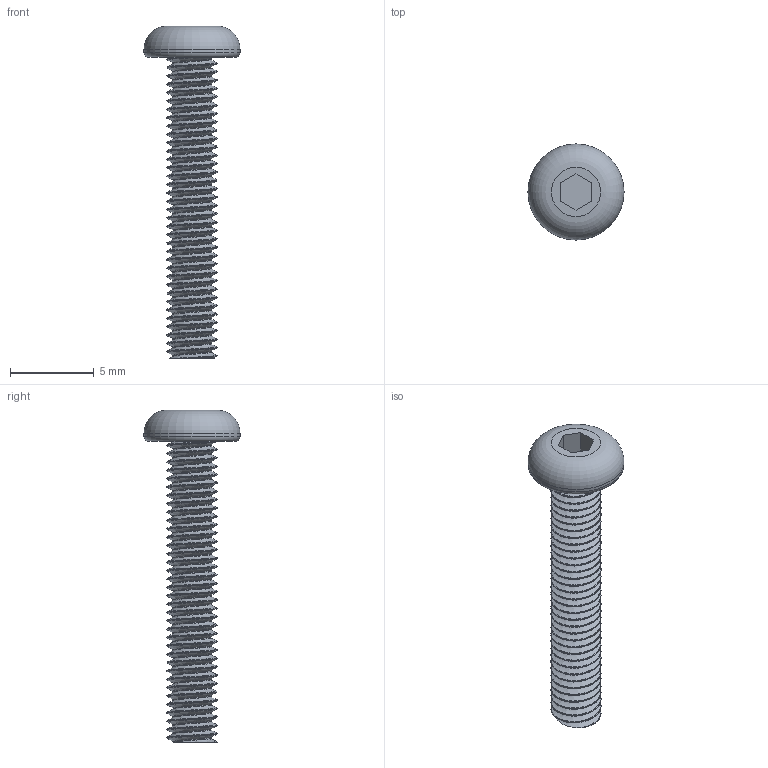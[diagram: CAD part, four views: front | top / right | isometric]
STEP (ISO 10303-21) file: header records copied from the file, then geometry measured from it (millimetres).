
FILE_DESCRIPTION(/* description */ (''),/* implementation_level */ '2;1');
FILE_NAME(/* name */ 'screw m3 long.stp',/* time_stamp */ '2020-11-19T20:27:47+03:00',/* author */ ('Max'),/* organization */ (''),/* preprocessor_version */ 'ST-DEVELOPER v16.5',/* originating_system */ 'Autodesk Inventor 2017',/* authorisation */ '');
FILE_SCHEMA (('AUTOMOTIVE_DESIGN { 1 0 10303 214 3 1 1 }'));
Length unit declared in the file: millimetre
Products named in the file (1): винт м4
Bounding box: 5.75 x 5.75 x 19.88 mm (x, y, z)
Volume: 134.9 mm3; surface area: 618.3 mm2
Topology: 2 solids, 2 shells, 24 faces, 52 edges, 34 vertices
Faces by surface type: plane 12, bspline 6, cylinder 4, torus 2
Full cylindrical faces by diameter (mm): 2.259 x2, 5.75 x1
Entity records: 8750 total; most frequent: CARTESIAN_POINT 8260, ORIENTED_EDGE 94, DIRECTION 76, EDGE_CURVE 47, VERTEX_POINT 34, EDGE_LOOP 33, AXIS2_PLACEMENT_3D 29, FACE_OUTER_BOUND 24
